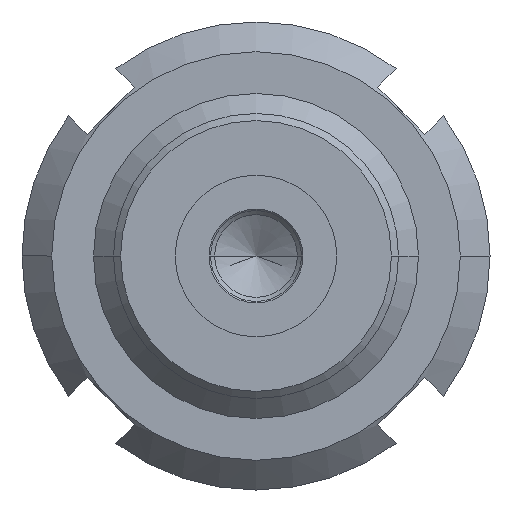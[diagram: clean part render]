
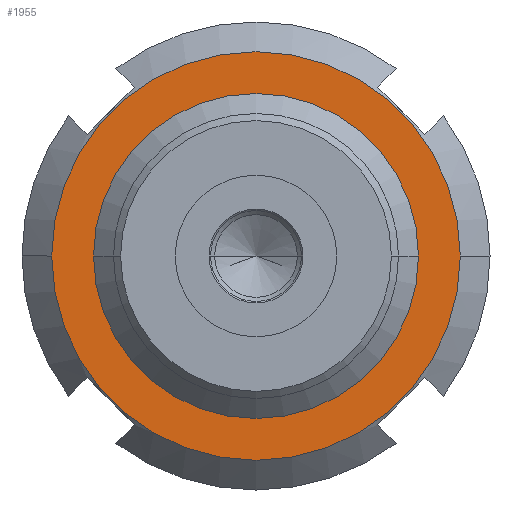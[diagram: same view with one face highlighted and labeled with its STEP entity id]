
A CAD part, left-side view. The second image highlights one B-rep face of the part: STEP entity #1955.
In plain terms, the highlighted face is planar.
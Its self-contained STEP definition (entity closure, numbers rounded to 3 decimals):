
#1556=CARTESIAN_POINT('',(0.,0.,7.925));
#1557=DIRECTION('',(0.,0.,-1.));
#1558=DIRECTION('',(-1.,0.,0.));
#1559=AXIS2_PLACEMENT_3D('',#1556,#1557,#1558);
#1561=CARTESIAN_POINT('',(0.,0.,7.925));
#1562=DIRECTION('',(0.,0.,-1.));
#1563=DIRECTION('',(1.,0.,0.));
#1564=AXIS2_PLACEMENT_3D('',#1561,#1562,#1563);
#1576=CARTESIAN_POINT('',(0.,0.,7.925));
#1577=DIRECTION('',(0.,0.,1.));
#1578=DIRECTION('',(1.,0.,0.));
#1579=AXIS2_PLACEMENT_3D('',#1576,#1577,#1578);
#1729=CARTESIAN_POINT('',(0.,0.,7.925));
#1730=DIRECTION('',(0.,0.,1.));
#1731=DIRECTION('',(-1.,0.,0.));
#1732=AXIS2_PLACEMENT_3D('',#1729,#1730,#1731);
#1790=CARTESIAN_POINT('',(-16.637,0.,7.925));
#1791=CARTESIAN_POINT('',(16.637,0.,7.925));
#1792=VERTEX_POINT('',#1790);
#1793=VERTEX_POINT('',#1791);
#1858=CARTESIAN_POINT('',(21.844,0.,7.925));
#1859=CARTESIAN_POINT('',(-21.844,0.,7.925));
#1860=VERTEX_POINT('',#1858);
#1861=VERTEX_POINT('',#1859);
#1940=CARTESIAN_POINT('',(0.,0.,7.925));
#1941=DIRECTION('',(0.,0.,1.));
#1942=DIRECTION('',(1.,0.,0.));
#1943=AXIS2_PLACEMENT_3D('',#1940,#1941,#1942);
#1944=PLANE('',#1943);
#1946=ORIENTED_EDGE('',*,*,#1945,.F.);
#1948=ORIENTED_EDGE('',*,*,#1947,.F.);
#1949=EDGE_LOOP('',(#1946,#1948));
#1950=FACE_OUTER_BOUND('',#1949,.F.);
#1951=ORIENTED_EDGE('',*,*,#1920,.F.);
#1952=ORIENTED_EDGE('',*,*,#1934,.F.);
#1953=EDGE_LOOP('',(#1951,#1952));
#1954=FACE_BOUND('',#1953,.F.);
#1955=ADVANCED_FACE('',(#1950,#1954),#1944,.T.);
#1560=CIRCLE('',#1559,16.637);
#1565=CIRCLE('',#1564,16.637);
#1580=CIRCLE('',#1579,21.844);
#1733=CIRCLE('',#1732,21.844);
#1920=EDGE_CURVE('',#1792,#1793,#1560,.T.);
#1934=EDGE_CURVE('',#1793,#1792,#1565,.T.);
#1945=EDGE_CURVE('',#1860,#1861,#1580,.T.);
#1947=EDGE_CURVE('',#1861,#1860,#1733,.T.);
